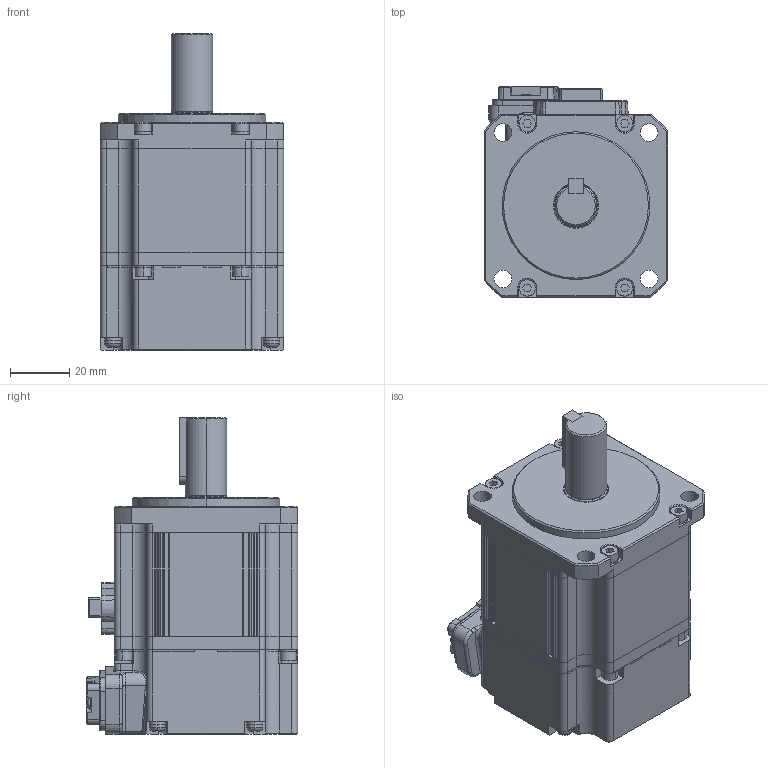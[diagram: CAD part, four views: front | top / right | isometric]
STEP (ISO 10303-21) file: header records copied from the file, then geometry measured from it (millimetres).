
FILE_DESCRIPTION (( 'STEP AP214' ), '1' );
FILE_NAME ('SLM06GA001G01_Out Line(APMC-FBL01AMK).STEP', '2019-07-25T02:57:46', ( '' ), ( '' ), 'SwSTEP 2.0', 'SolidWorks 2011', '' );
FILE_SCHEMA (( 'AUTOMOTIVE_DESIGN' ));
Length unit declared in the file: millimetre
Products named in the file (1): SLM06GA001G01_Out Line(APMC-FBL01AMK)
Bounding box: 62 x 71.5 x 107.2 mm (x, y, z)
Volume: 275735.6 mm3; surface area: 68389.6 mm2
Topology: 45 solids, 45 shells, 1820 faces, 4756 edges, 3097 vertices
Faces by surface type: plane 1162, cylinder 469, bspline 112, cone 52, torus 25
Entity records: 80653 total; most frequent: CARTESIAN_POINT 15599, ORIENTED_EDGE 9506, DIRECTION 8754, EDGE_CURVE 4753, VECTOR 3276, LINE 3276, VERTEX_POINT 3097, AXIS2_PLACEMENT_3D 2739
